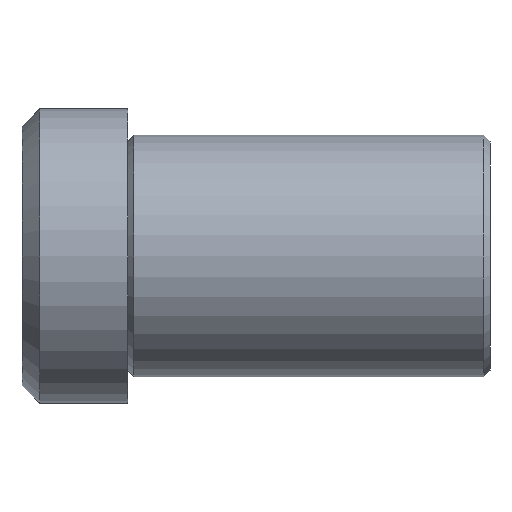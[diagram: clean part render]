
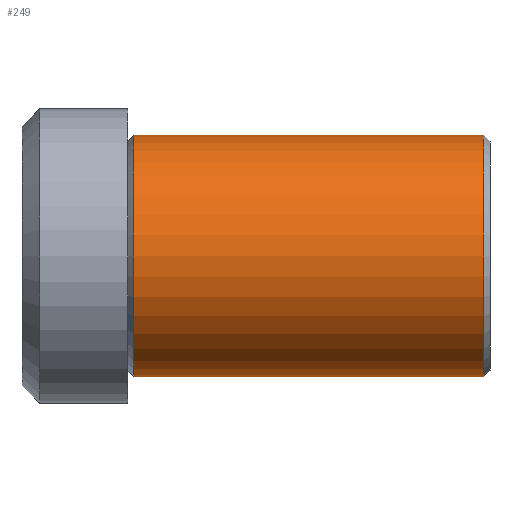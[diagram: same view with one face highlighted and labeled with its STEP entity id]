
A CAD part, front view. The second image highlights one B-rep face of the part: STEP entity #249.
In plain terms, the highlighted cylindrical face has radius 6.35 mm (diameter 12.7 mm), a partial arc.
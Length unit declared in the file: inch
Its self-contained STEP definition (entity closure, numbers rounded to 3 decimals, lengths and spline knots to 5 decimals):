
#12 = CARTESIAN_POINT ( 'NONE',  ( 0.47188, 0., -0.25 ) ) ;
#35 = EDGE_CURVE ( 'NONE', #378, #148, #436, .T. ) ;
#44 = CYLINDRICAL_SURFACE ( 'NONE', #143, 0.25 ) ;
#63 = DIRECTION ( 'NONE',  ( 1., 0., 0. ) ) ;
#83 = ORIENTED_EDGE ( 'NONE', *, *, #35, .F. ) ;
#100 = FACE_OUTER_BOUND ( 'NONE', #479, .T. ) ;
#104 = DIRECTION ( 'NONE',  ( 0., 0., -1. ) ) ;
#131 = AXIS2_PLACEMENT_3D ( 'NONE', #135, #63, #263 ) ;
#134 = DIRECTION ( 'NONE',  ( 1., 0., 0. ) ) ;
#135 = CARTESIAN_POINT ( 'NONE',  ( -0.25313, 0., 0. ) ) ;
#143 = AXIS2_PLACEMENT_3D ( 'NONE', #508, #221, #225 ) ;
#148 = VERTEX_POINT ( 'NONE', #413 ) ;
#150 = LINE ( 'NONE', #211, #361 ) ;
#196 = CIRCLE ( 'NONE', #131, 0.25 ) ;
#201 = EDGE_CURVE ( 'NONE', #308, #531, #150, .T. ) ;
#211 = CARTESIAN_POINT ( 'NONE',  ( 0.48438, 0., -0.25 ) ) ;
#221 = DIRECTION ( 'NONE',  ( 1., 0., 0. ) ) ;
#225 = DIRECTION ( 'NONE',  ( 0., 0., -1. ) ) ;
#246 = DIRECTION ( 'NONE',  ( 1., 0., 0. ) ) ;
#249 = ADVANCED_FACE ( 'NONE', ( #100 ), #44, .T. ) ;
#252 = ORIENTED_EDGE ( 'NONE', *, *, #201, .T. ) ;
#263 = DIRECTION ( 'NONE',  ( 0., 0., -1. ) ) ;
#274 = ORIENTED_EDGE ( 'NONE', *, *, #463, .F. ) ;
#286 = EDGE_CURVE ( 'NONE', #378, #308, #196, .T. ) ;
#308 = VERTEX_POINT ( 'NONE', #505 ) ;
#318 = AXIS2_PLACEMENT_3D ( 'NONE', #459, #134, #104 ) ;
#330 = DIRECTION ( 'NONE',  ( 1., 0., 0. ) ) ;
#361 = VECTOR ( 'NONE', #330, 39.37008 ) ;
#369 = CARTESIAN_POINT ( 'NONE',  ( 0.48438, 0., 0.25 ) ) ;
#378 = VERTEX_POINT ( 'NONE', #435 ) ;
#413 = CARTESIAN_POINT ( 'NONE',  ( 0.47188, 0., 0.25 ) ) ;
#435 = CARTESIAN_POINT ( 'NONE',  ( -0.25313, 0., 0.25 ) ) ;
#436 = LINE ( 'NONE', #369, #472 ) ;
#451 = CIRCLE ( 'NONE', #318, 0.25 ) ;
#456 = ORIENTED_EDGE ( 'NONE', *, *, #286, .T. ) ;
#459 = CARTESIAN_POINT ( 'NONE',  ( 0.47188, 0., 0. ) ) ;
#463 = EDGE_CURVE ( 'NONE', #148, #531, #451, .T. ) ;
#472 = VECTOR ( 'NONE', #246, 39.37008 ) ;
#479 = EDGE_LOOP ( 'NONE', ( #83, #456, #252, #274 ) ) ;
#505 = CARTESIAN_POINT ( 'NONE',  ( -0.25313, 0., -0.25 ) ) ;
#508 = CARTESIAN_POINT ( 'NONE',  ( 0.48438, 0., 0. ) ) ;
#531 = VERTEX_POINT ( 'NONE', #12 ) ;
